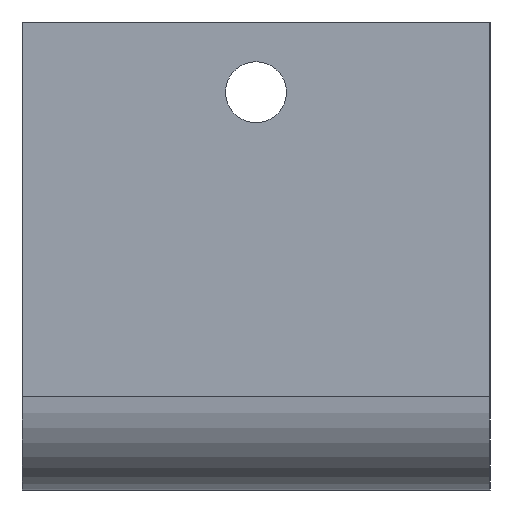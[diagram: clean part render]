
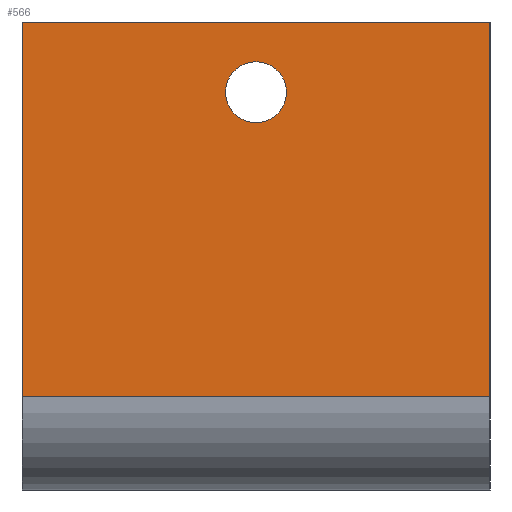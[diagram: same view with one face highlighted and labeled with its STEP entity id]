
A CAD part, left-side view. The second image highlights one B-rep face of the part: STEP entity #566.
In plain terms, the highlighted planar face has unit normal (-1, 0, 0).
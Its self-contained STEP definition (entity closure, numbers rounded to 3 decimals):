
#3 = ORIENTED_EDGE ( 'NONE', *, *, #82, .F. ) ;
#33 = CARTESIAN_POINT ( 'NONE',  ( -21.25, -10., 20. ) ) ;
#82 = EDGE_CURVE ( 'NONE', #676, #640, #702, .T. ) ;
#90 = CARTESIAN_POINT ( 'NONE',  ( -21.25, -10., 4. ) ) ;
#91 = ORIENTED_EDGE ( 'NONE', *, *, #444, .F. ) ;
#102 = DIRECTION ( 'NONE',  ( -1., 0., 0. ) ) ;
#136 = VERTEX_POINT ( 'NONE', #647 ) ;
#155 = CARTESIAN_POINT ( 'NONE',  ( -21.25, 10., 20. ) ) ;
#157 = VERTEX_POINT ( 'NONE', #33 ) ;
#160 = CARTESIAN_POINT ( 'NONE',  ( -21.25, 0., 17. ) ) ;
#164 = DIRECTION ( 'NONE',  ( 1., 0., 0. ) ) ;
#167 = VECTOR ( 'NONE', #398, 1000. ) ;
#168 = CARTESIAN_POINT ( 'NONE',  ( -21.25, -10., 20. ) ) ;
#169 = EDGE_CURVE ( 'NONE', #657, #136, #661, .T. ) ;
#185 = VERTEX_POINT ( 'NONE', #90 ) ;
#186 = CARTESIAN_POINT ( 'NONE',  ( -21.25, 0., 18.3 ) ) ;
#234 = EDGE_CURVE ( 'NONE', #657, #157, #694, .T. ) ;
#248 = CARTESIAN_POINT ( 'NONE',  ( -21.25, -10., 20. ) ) ;
#258 = DIRECTION ( 'NONE',  ( -1., 0., 0. ) ) ;
#280 = CARTESIAN_POINT ( 'NONE',  ( -21.25, -10., 20. ) ) ;
#293 = AXIS2_PLACEMENT_3D ( 'NONE', #160, #102, #553 ) ;
#335 = VECTOR ( 'NONE', #376, 1000. ) ;
#361 = EDGE_LOOP ( 'NONE', ( #611, #498, #436, #432 ) ) ;
#376 = DIRECTION ( 'NONE',  ( 0., 0., -1. ) ) ;
#379 = DIRECTION ( 'NONE',  ( 0., -1., 0. ) ) ;
#398 = DIRECTION ( 'NONE',  ( 0., 0., -1. ) ) ;
#411 = CARTESIAN_POINT ( 'NONE',  ( -21.25, 10., 20. ) ) ;
#412 = DIRECTION ( 'NONE',  ( 0., -1., 0. ) ) ;
#432 = ORIENTED_EDGE ( 'NONE', *, *, #234, .F. ) ;
#435 = DIRECTION ( 'NONE',  ( 0., 0., -1. ) ) ;
#436 = ORIENTED_EDGE ( 'NONE', *, *, #469, .F. ) ;
#444 = EDGE_CURVE ( 'NONE', #640, #676, #479, .T. ) ;
#445 = FACE_BOUND ( 'NONE', #509, .T. ) ;
#469 = EDGE_CURVE ( 'NONE', #157, #185, #617, .T. ) ;
#478 = LINE ( 'NONE', #589, #718 ) ;
#479 = CIRCLE ( 'NONE', #293, 1.3 ) ;
#498 = ORIENTED_EDGE ( 'NONE', *, *, #732, .T. ) ;
#509 = EDGE_LOOP ( 'NONE', ( #91, #3 ) ) ;
#528 = DIRECTION ( 'NONE',  ( 0., 0., -1. ) ) ;
#553 = DIRECTION ( 'NONE',  ( 0., 0., -1. ) ) ;
#560 = VECTOR ( 'NONE', #412, 1000. ) ;
#566 = ADVANCED_FACE ( 'NONE', ( #445, #672 ), #669, .F. ) ;
#571 = AXIS2_PLACEMENT_3D ( 'NONE', #601, #258, #435 ) ;
#589 = CARTESIAN_POINT ( 'NONE',  ( -21.25, -10., 4. ) ) ;
#601 = CARTESIAN_POINT ( 'NONE',  ( -21.25, 0., 17. ) ) ;
#611 = ORIENTED_EDGE ( 'NONE', *, *, #169, .T. ) ;
#617 = LINE ( 'NONE', #280, #167 ) ;
#640 = VERTEX_POINT ( 'NONE', #691 ) ;
#644 = AXIS2_PLACEMENT_3D ( 'NONE', #168, #164, #528 ) ;
#647 = CARTESIAN_POINT ( 'NONE',  ( -21.25, 10., 4. ) ) ;
#657 = VERTEX_POINT ( 'NONE', #411 ) ;
#661 = LINE ( 'NONE', #155, #335 ) ;
#669 = PLANE ( 'NONE',  #644 ) ;
#672 = FACE_OUTER_BOUND ( 'NONE', #361, .T. ) ;
#676 = VERTEX_POINT ( 'NONE', #186 ) ;
#691 = CARTESIAN_POINT ( 'NONE',  ( -21.25, 0., 15.7 ) ) ;
#694 = LINE ( 'NONE', #248, #560 ) ;
#702 = CIRCLE ( 'NONE', #571, 1.3 ) ;
#718 = VECTOR ( 'NONE', #379, 1000. ) ;
#732 = EDGE_CURVE ( 'NONE', #136, #185, #478, .T. ) ;
